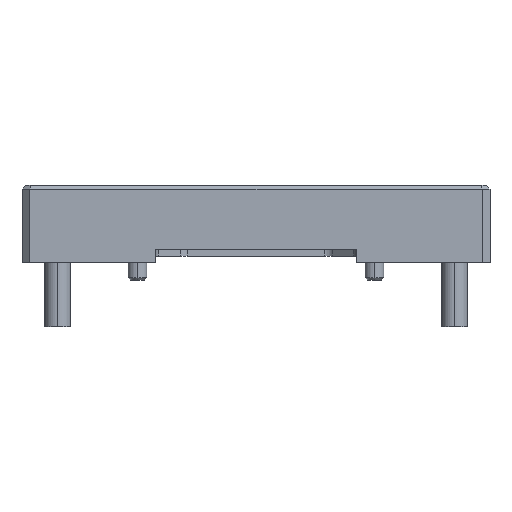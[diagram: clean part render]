
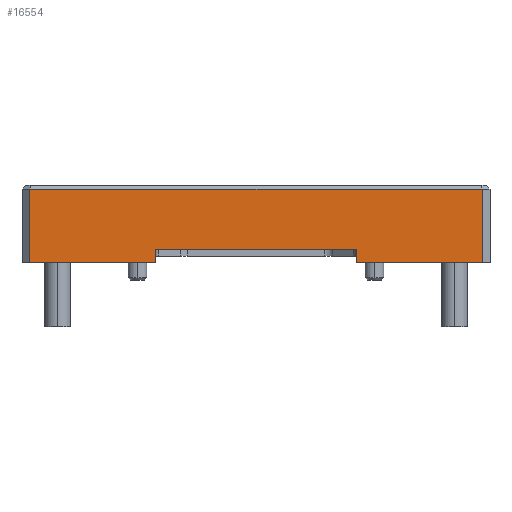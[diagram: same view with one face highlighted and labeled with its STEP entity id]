
A CAD part, left-side view. The second image highlights one B-rep face of the part: STEP entity #16554.
In plain terms, the highlighted planar face has unit normal (-1, 0, 0).
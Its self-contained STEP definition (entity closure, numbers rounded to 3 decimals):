
#12621=CARTESIAN_POINT('',(-19.75,-19.115,6.171));
#12622=VERTEX_POINT('',#12621);
#12644=CARTESIAN_POINT('',(-19.75,19.115,6.171));
#12645=VERTEX_POINT('',#12644);
#12646=CARTESIAN_POINT('',(-19.75,19.115,6.171));
#12647=DIRECTION('',(0.0,-1.0,0.0));
#12648=VECTOR('',#12647,38.23);
#12649=LINE('',#12646,#12648);
#12650=EDGE_CURVE('',#12645,#12622,#12649,.T.);
#14867=CARTESIAN_POINT('',(-19.75,-8.462,1.1));
#14868=VERTEX_POINT('',#14867);
#14893=CARTESIAN_POINT('',(-19.75,-8.462,0.0));
#14894=VERTEX_POINT('',#14893);
#14901=CARTESIAN_POINT('',(-19.75,-8.462,0.0));
#14902=DIRECTION('',(0.0,0.0,1.0));
#14903=VECTOR('',#14902,1.1);
#14904=LINE('',#14901,#14903);
#14905=EDGE_CURVE('',#14894,#14868,#14904,.T.);
#15391=CARTESIAN_POINT('',(-19.75,8.462,1.1));
#15392=VERTEX_POINT('',#15391);
#15401=CARTESIAN_POINT('',(-19.75,8.462,0.0));
#15402=VERTEX_POINT('',#15401);
#15403=CARTESIAN_POINT('',(-19.75,8.462,0.0));
#15404=DIRECTION('',(0.0,0.0,1.0));
#15405=VECTOR('',#15404,1.1);
#15406=LINE('',#15403,#15405);
#15407=EDGE_CURVE('',#15402,#15392,#15406,.T.);
#15725=CARTESIAN_POINT('',(-19.75,19.115,0.0));
#15726=VERTEX_POINT('',#15725);
#15733=CARTESIAN_POINT('',(-19.75,19.115,0.0));
#15734=DIRECTION('',(0.0,0.0,1.0));
#15735=VECTOR('',#15734,6.171);
#15736=LINE('',#15733,#15735);
#15737=EDGE_CURVE('',#15726,#12645,#15736,.T.);
#15748=CARTESIAN_POINT('',(-19.75,19.115,0.0));
#15749=DIRECTION('',(0.0,-1.0,0.0));
#15750=VECTOR('',#15749,10.653);
#15751=LINE('',#15748,#15750);
#15752=EDGE_CURVE('',#15726,#15402,#15751,.T.);
#15931=CARTESIAN_POINT('',(-19.75,-19.115,0.0));
#15932=VERTEX_POINT('',#15931);
#15933=CARTESIAN_POINT('',(-19.75,-19.115,0.0));
#15934=DIRECTION('',(0.0,0.0,1.0));
#15935=VECTOR('',#15934,6.171);
#15936=LINE('',#15933,#15935);
#15937=EDGE_CURVE('',#15932,#12622,#15936,.T.);
#15962=CARTESIAN_POINT('',(-19.75,-19.115,0.0));
#15963=DIRECTION('',(0.0,1.0,0.0));
#15964=VECTOR('',#15963,10.653);
#15965=LINE('',#15962,#15964);
#15966=EDGE_CURVE('',#15932,#14894,#15965,.T.);
#16518=CARTESIAN_POINT('',(-19.75,8.462,1.1));
#16519=DIRECTION('',(0.0,-1.0,0.0));
#16520=VECTOR('',#16519,16.924);
#16521=LINE('',#16518,#16520);
#16522=EDGE_CURVE('',#15392,#14868,#16521,.T.);
#16539=CARTESIAN_POINT('',(-19.75,-8.457,3.795));
#16540=DIRECTION('',(1.0,0.0,0.0));
#16541=DIRECTION('',(0.0,0.0,-1.0));
#16542=AXIS2_PLACEMENT_3D('',#16539,#16540,#16541);
#16543=PLANE('',#16542);
#16544=ORIENTED_EDGE('',*,*,#12650,.F.);
#16545=ORIENTED_EDGE('',*,*,#15737,.F.);
#16546=ORIENTED_EDGE('',*,*,#15752,.T.);
#16547=ORIENTED_EDGE('',*,*,#15407,.T.);
#16548=ORIENTED_EDGE('',*,*,#16522,.T.);
#16549=ORIENTED_EDGE('',*,*,#14905,.F.);
#16550=ORIENTED_EDGE('',*,*,#15966,.F.);
#16551=ORIENTED_EDGE('',*,*,#15937,.T.);
#16552=EDGE_LOOP('',(#16544,#16545,#16546,#16547,#16548,#16549,#16550,#16551));
#16553=FACE_OUTER_BOUND('',#16552,.T.);
#16554=ADVANCED_FACE('',(#16553),#16543,.F.);
